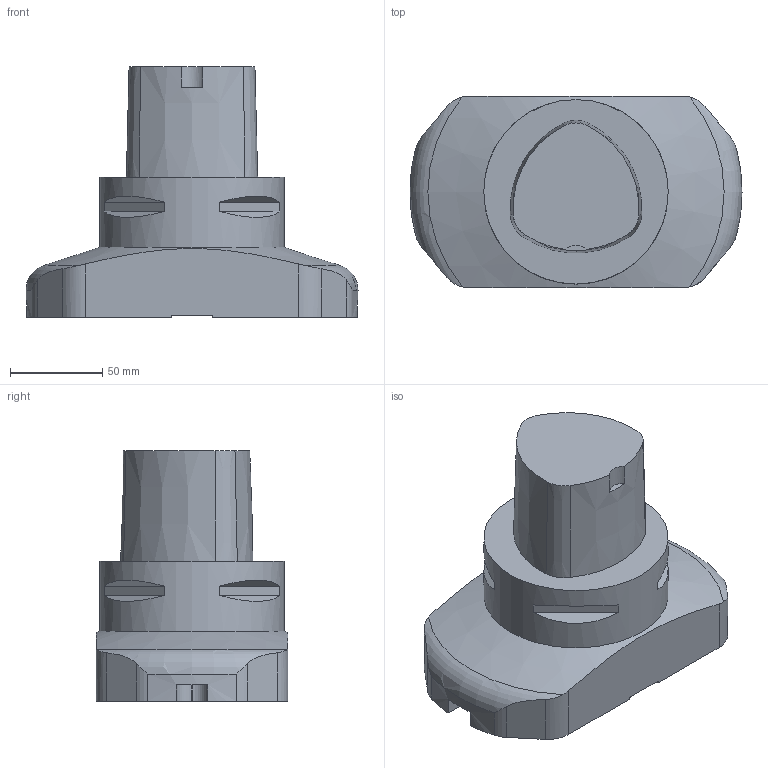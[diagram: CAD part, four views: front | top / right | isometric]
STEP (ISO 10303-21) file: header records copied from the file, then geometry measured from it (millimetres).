
FILE_DESCRIPTION(/* description */ (''),/* implementation_level */ '2;1');
FILE_NAME(/* name */ '1563180788107.stp',/* time_stamp */ '2019-07-15T10:53:13+02:00',/* author */ (''),/* organization */ ('SMS'),/* preprocessor_version */ 'ST-DEVELOPER v16.7',/* originating_system */ 'SIEMENS PLM Software NX 12.0',/* authorisation */ '');
FILE_SCHEMA (('AUTOMOTIVE_DESIGN { 1 0 10303 214 3 1 1 1 }'));
Length unit declared in the file: millimetre
Products named in the file (1): 111165777mod000_01
Bounding box: 180 x 104 x 136 mm (x, y, z)
Volume: 1086547.3 mm3; surface area: 77450.8 mm2
Topology: 1 solids, 1 shells, 61 faces, 161 edges, 111 vertices
Faces by surface type: plane 34, cylinder 18, cone 7, torus 2
Full cylindrical faces by diameter (mm): 100 x1
Entity records: 2014 total; most frequent: CARTESIAN_POINT 422, DIRECTION 326, ORIENTED_EDGE 316, EDGE_CURVE 158, AXIS2_PLACEMENT_3D 122, VERTEX_POINT 106, LINE 82, VECTOR 82
